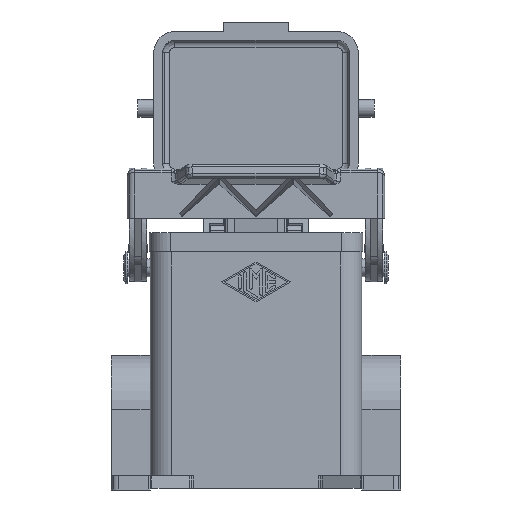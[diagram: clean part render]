
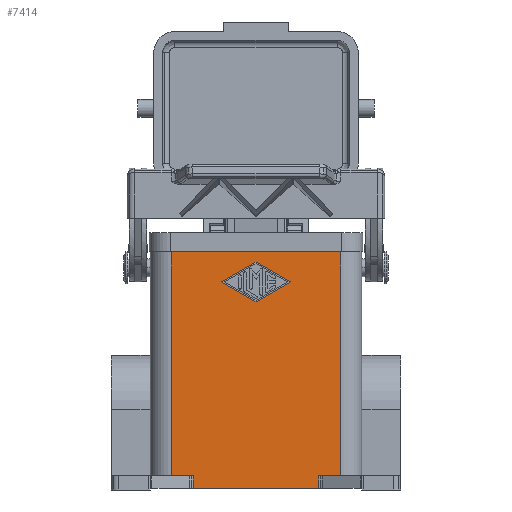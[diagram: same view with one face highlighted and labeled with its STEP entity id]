
A CAD part, front view. The second image highlights one B-rep face of the part: STEP entity #7414.
In plain terms, the highlighted planar face has unit normal (0, -1, 0).
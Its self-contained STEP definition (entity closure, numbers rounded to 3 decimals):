
#6535=CARTESIAN_POINT('',(17.773,-21.75,-43.5));
#6536=VERTEX_POINT('',#6535);
#6544=CARTESIAN_POINT('',(-17.773,-21.75,-43.5));
#6545=VERTEX_POINT('',#6544);
#6546=CARTESIAN_POINT('',(17.773,-21.75,-43.5));
#6547=DIRECTION('',(-1.0,0.0,0.0));
#6548=VECTOR('',#6547,35.546);
#6549=LINE('',#6546,#6548);
#6550=EDGE_CURVE('',#6536,#6545,#6549,.T.);
#6986=CARTESIAN_POINT('',(-17.773,-21.75,-40.));
#6987=VERTEX_POINT('',#6986);
#6995=CARTESIAN_POINT('',(-24.,-21.75,-40.));
#6996=VERTEX_POINT('',#6995);
#6997=CARTESIAN_POINT('',(-24.,-21.75,-40.));
#6998=DIRECTION('',(1.0,0.0,0.0));
#6999=VECTOR('',#6998,6.227);
#7000=LINE('',#6997,#6999);
#7001=EDGE_CURVE('',#6996,#6987,#7000,.T.);
#7315=CARTESIAN_POINT('',(17.773,-21.75,-40.));
#7316=VERTEX_POINT('',#7315);
#7324=CARTESIAN_POINT('',(17.773,-21.75,-40.));
#7325=DIRECTION('',(0.0,0.0,-1.0));
#7326=VECTOR('',#7325,3.5);
#7327=LINE('',#7324,#7326);
#7328=EDGE_CURVE('',#7316,#6536,#7327,.T.);
#7334=CARTESIAN_POINT('',(24.,-21.75,1.5));
#7335=DIRECTION('',(0.0,-1.0,0.0));
#7336=DIRECTION('',(0.0,0.0,-1.0));
#7337=AXIS2_PLACEMENT_3D('',#7334,#7335,#7336);
#7338=PLANE('',#7337);
#7339=ORIENTED_EDGE('',*,*,#7328,.F.);
#7340=CARTESIAN_POINT('',(24.,-21.75,-40.));
#7341=VERTEX_POINT('',#7340);
#7342=CARTESIAN_POINT('',(17.773,-21.75,-40.));
#7343=DIRECTION('',(1.0,0.0,0.0));
#7344=VECTOR('',#7343,6.227);
#7345=LINE('',#7342,#7344);
#7346=EDGE_CURVE('',#7316,#7341,#7345,.T.);
#7347=ORIENTED_EDGE('',*,*,#7346,.T.);
#7348=CARTESIAN_POINT('',(24.,-21.75,23.5));
#7349=VERTEX_POINT('',#7348);
#7350=CARTESIAN_POINT('',(24.,-21.75,-40.));
#7351=DIRECTION('',(0.0,0.0,1.0));
#7352=VECTOR('',#7351,63.5);
#7353=LINE('',#7350,#7352);
#7354=EDGE_CURVE('',#7341,#7349,#7353,.T.);
#7355=ORIENTED_EDGE('',*,*,#7354,.T.);
#7356=CARTESIAN_POINT('',(-24.,-21.75,23.5));
#7357=VERTEX_POINT('',#7356);
#7358=CARTESIAN_POINT('',(24.,-21.75,23.5));
#7359=DIRECTION('',(-1.0,0.0,0.0));
#7360=VECTOR('',#7359,48.);
#7361=LINE('',#7358,#7360);
#7362=EDGE_CURVE('',#7349,#7357,#7361,.T.);
#7363=ORIENTED_EDGE('',*,*,#7362,.T.);
#7364=CARTESIAN_POINT('',(-24.,-21.75,-40.));
#7365=DIRECTION('',(0.0,0.0,1.0));
#7366=VECTOR('',#7365,63.5);
#7367=LINE('',#7364,#7366);
#7368=EDGE_CURVE('',#6996,#7357,#7367,.T.);
#7369=ORIENTED_EDGE('',*,*,#7368,.F.);
#7370=ORIENTED_EDGE('',*,*,#7001,.T.);
#7371=CARTESIAN_POINT('',(-17.773,-21.75,-43.5));
#7372=DIRECTION('',(0.0,0.0,1.0));
#7373=VECTOR('',#7372,3.5);
#7374=LINE('',#7371,#7373);
#7375=EDGE_CURVE('',#6545,#6987,#7374,.T.);
#7376=ORIENTED_EDGE('',*,*,#7375,.F.);
#7377=ORIENTED_EDGE('',*,*,#6550,.F.);
#7378=EDGE_LOOP('',(#7339,#7347,#7355,#7363,#7369,#7370,#7376,#7377));
#7379=FACE_OUTER_BOUND('',#7378,.T.);
#7380=CARTESIAN_POINT('',(0.,-21.75,9.375));
#7381=VERTEX_POINT('',#7380);
#7382=CARTESIAN_POINT('',(-9.75,-21.75,15.));
#7383=VERTEX_POINT('',#7382);
#7384=CARTESIAN_POINT('',(0.,-21.75,9.375));
#7385=DIRECTION('',(-0.866,0.0,0.5));
#7386=VECTOR('',#7385,11.256);
#7387=LINE('',#7384,#7386);
#7388=EDGE_CURVE('',#7381,#7383,#7387,.T.);
#7389=ORIENTED_EDGE('',*,*,#7388,.T.);
#7390=CARTESIAN_POINT('',(0.,-21.75,20.625));
#7391=VERTEX_POINT('',#7390);
#7392=CARTESIAN_POINT('',(-9.75,-21.75,15.));
#7393=DIRECTION('',(0.866,0.0,0.5));
#7394=VECTOR('',#7393,11.256);
#7395=LINE('',#7392,#7394);
#7396=EDGE_CURVE('',#7383,#7391,#7395,.T.);
#7397=ORIENTED_EDGE('',*,*,#7396,.T.);
#7398=CARTESIAN_POINT('',(9.75,-21.75,15.));
#7399=VERTEX_POINT('',#7398);
#7400=CARTESIAN_POINT('',(0.,-21.75,20.625));
#7401=DIRECTION('',(0.866,0.0,-0.5));
#7402=VECTOR('',#7401,11.256);
#7403=LINE('',#7400,#7402);
#7404=EDGE_CURVE('',#7391,#7399,#7403,.T.);
#7405=ORIENTED_EDGE('',*,*,#7404,.T.);
#7406=CARTESIAN_POINT('',(9.75,-21.75,15.));
#7407=DIRECTION('',(-0.866,0.0,-0.5));
#7408=VECTOR('',#7407,11.256);
#7409=LINE('',#7406,#7408);
#7410=EDGE_CURVE('',#7399,#7381,#7409,.T.);
#7411=ORIENTED_EDGE('',*,*,#7410,.T.);
#7412=EDGE_LOOP('',(#7389,#7397,#7405,#7411));
#7413=FACE_BOUND('',#7412,.T.);
#7414=ADVANCED_FACE('',(#7379,#7413),#7338,.T.);
